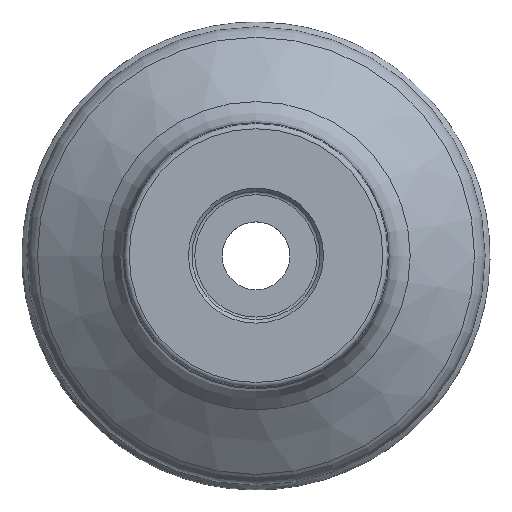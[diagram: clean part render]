
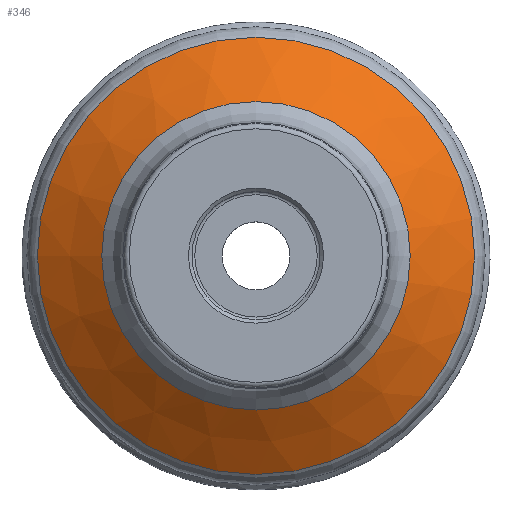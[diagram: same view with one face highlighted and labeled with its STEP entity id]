
A CAD part, top view. The second image highlights one B-rep face of the part: STEP entity #346.
In plain terms, the highlighted conical face has half-angle 54.411 degrees and reference radius 45.5 mm.
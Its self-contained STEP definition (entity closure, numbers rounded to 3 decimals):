
#102=CONICAL_SURFACE('',#639,45.5,54.411);
#137=EDGE_LOOP('',(#205));
#138=EDGE_LOOP('',(#206));
#205=ORIENTED_EDGE('',*,*,#272,.T.);
#206=ORIENTED_EDGE('',*,*,#273,.T.);
#272=EDGE_CURVE('',#461,#461,#306,.T.);
#273=EDGE_CURVE('',#462,#462,#307,.T.);
#306=CIRCLE('',#637,43.41);
#307=CIRCLE('',#638,30.623);
#346=ADVANCED_FACE('SU_5',(#392,#393),#102,.T.);
#392=FACE_BOUND('',#137,.T.);
#393=FACE_BOUND('',#138,.T.);
#461=VERTEX_POINT('',#9515);
#462=VERTEX_POINT('',#9517);
#637=AXIS2_PLACEMENT_3D('',#9514,#763,#764);
#638=AXIS2_PLACEMENT_3D('',#9516,#765,#766);
#639=AXIS2_PLACEMENT_3D('',#9518,#767,#768);
#763=DIRECTION('',(0.,0.,1.));
#764=DIRECTION('',(1.,0.,0.));
#765=DIRECTION('',(0.,0.,-1.));
#766=DIRECTION('',(-1.,0.,0.));
#767=DIRECTION('',(0.,0.,-1.));
#768=DIRECTION('',(-1.,0.,0.));
#9514=CARTESIAN_POINT('',(0.,0.,-30.934));
#9515=CARTESIAN_POINT('',(43.41,0.,-30.934));
#9516=CARTESIAN_POINT('',(0.,0.,-21.783));
#9517=CARTESIAN_POINT('',(-30.623,0.,-21.783));
#9518=CARTESIAN_POINT('',(0.,0.,-32.43));
